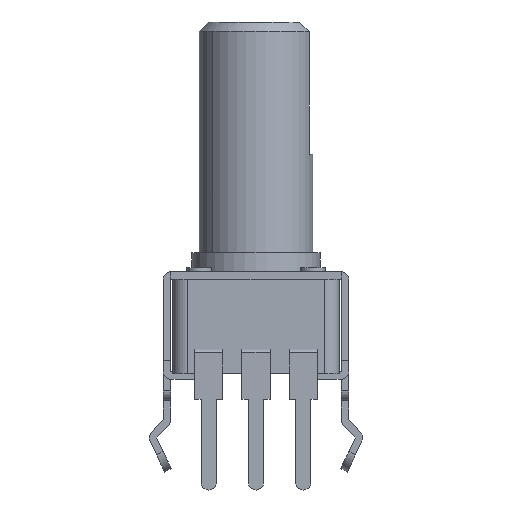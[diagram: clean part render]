
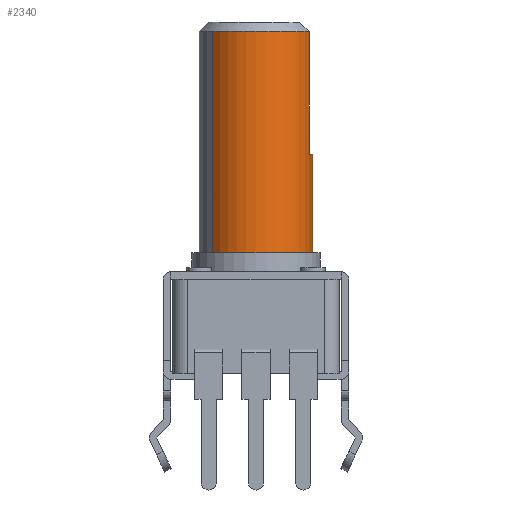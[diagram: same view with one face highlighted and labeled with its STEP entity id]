
A CAD part, front view. The second image highlights one B-rep face of the part: STEP entity #2340.
In plain terms, the highlighted cylindrical face has radius 3 mm (diameter 6 mm), a partial arc.
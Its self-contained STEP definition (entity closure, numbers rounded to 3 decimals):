
#303 = ORIENTED_EDGE ( 'NONE', *, *, #2758, .T. ) ;
#448 = ORIENTED_EDGE ( 'NONE', *, *, #2468, .T. ) ;
#587 = CARTESIAN_POINT ( 'NONE',  ( 0., 13.5, 3. ) ) ;
#824 = DIRECTION ( 'NONE',  ( 0., 0., -1. ) ) ;
#870 = VERTEX_POINT ( 'NONE', #6058 ) ;
#993 = CARTESIAN_POINT ( 'NONE',  ( 0., 13.5, 3. ) ) ;
#1110 = DIRECTION ( 'NONE',  ( 0., 0., -1. ) ) ;
#1177 = DIRECTION ( 'NONE',  ( 0., -1., 0. ) ) ;
#1212 = DIRECTION ( 'NONE',  ( 0., 1., 0. ) ) ;
#1313 = LINE ( 'NONE', #587, #7836 ) ;
#1315 = EDGE_CURVE ( 'NONE', #3173, #2056, #8859, .T. ) ;
#1696 = AXIS2_PLACEMENT_3D ( 'NONE', #6530, #1177, #4080 ) ;
#2056 = VERTEX_POINT ( 'NONE', #7261 ) ;
#2074 = DIRECTION ( 'NONE',  ( 0., -1., 0. ) ) ;
#2317 = ORIENTED_EDGE ( 'NONE', *, *, #5317, .T. ) ;
#2340 = ADVANCED_FACE ( 'NONE', ( #5472 ), #4135, .T. ) ;
#2444 = ORIENTED_EDGE ( 'NONE', *, *, #1315, .T. ) ;
#2468 = EDGE_CURVE ( 'NONE', #3137, #5259, #4145, .T. ) ;
#2683 = CARTESIAN_POINT ( 'NONE',  ( 2.598, 13.5, 1.5 ) ) ;
#2758 = EDGE_CURVE ( 'NONE', #2056, #3137, #9343, .T. ) ;
#2946 = ORIENTED_EDGE ( 'NONE', *, *, #4630, .F. ) ;
#2972 = DIRECTION ( 'NONE',  ( 0., 1., 0. ) ) ;
#3055 = ORIENTED_EDGE ( 'NONE', *, *, #9059, .T. ) ;
#3137 = VERTEX_POINT ( 'NONE', #4917 ) ;
#3173 = VERTEX_POINT ( 'NONE', #9183 ) ;
#3809 = DIRECTION ( 'NONE',  ( 0., 0., -1. ) ) ;
#4080 = DIRECTION ( 'NONE',  ( 0., 0., -1. ) ) ;
#4135 = CYLINDRICAL_SURFACE ( 'NONE', #1696, 3. ) ;
#4145 = CIRCLE ( 'NONE', #4592, 3. ) ;
#4250 = VERTEX_POINT ( 'NONE', #993 ) ;
#4374 = VECTOR ( 'NONE', #4697, 1000. ) ;
#4592 = AXIS2_PLACEMENT_3D ( 'NONE', #7285, #2972, #824 ) ;
#4630 = EDGE_CURVE ( 'NONE', #870, #5259, #7576, .T. ) ;
#4697 = DIRECTION ( 'NONE',  ( 0., -1., 0. ) ) ;
#4722 = AXIS2_PLACEMENT_3D ( 'NONE', #5513, #1212, #1110 ) ;
#4917 = CARTESIAN_POINT ( 'NONE',  ( 2.598, 0.5, 1.5 ) ) ;
#5259 = VERTEX_POINT ( 'NONE', #8574 ) ;
#5317 = EDGE_CURVE ( 'NONE', #870, #4250, #8195, .T. ) ;
#5472 = FACE_OUTER_BOUND ( 'NONE', #5537, .T. ) ;
#5513 = CARTESIAN_POINT ( 'NONE',  ( 0., 7., 0. ) ) ;
#5537 = EDGE_LOOP ( 'NONE', ( #2317, #3055, #2444, #303, #448, #2946 ) ) ;
#5709 = DIRECTION ( 'NONE',  ( 0., -1., 0. ) ) ;
#6058 = CARTESIAN_POINT ( 'NONE',  ( 0., 13.5, -3. ) ) ;
#6530 = CARTESIAN_POINT ( 'NONE',  ( 0., 13.5, 0. ) ) ;
#6771 = CARTESIAN_POINT ( 'NONE',  ( 0., 13.5, -3. ) ) ;
#7111 = VECTOR ( 'NONE', #5709, 1000. ) ;
#7261 = CARTESIAN_POINT ( 'NONE',  ( 2.598, 7., 1.5 ) ) ;
#7285 = CARTESIAN_POINT ( 'NONE',  ( 0., 0.5, 0. ) ) ;
#7316 = DIRECTION ( 'NONE',  ( 0., -1., 0. ) ) ;
#7576 = LINE ( 'NONE', #6771, #4374 ) ;
#7752 = AXIS2_PLACEMENT_3D ( 'NONE', #8937, #7316, #3809 ) ;
#7836 = VECTOR ( 'NONE', #2074, 1000. ) ;
#8195 = CIRCLE ( 'NONE', #7752, 3. ) ;
#8574 = CARTESIAN_POINT ( 'NONE',  ( 0., 0.5, -3. ) ) ;
#8859 = CIRCLE ( 'NONE', #4722, 3. ) ;
#8937 = CARTESIAN_POINT ( 'NONE',  ( 0., 13.5, 0. ) ) ;
#9059 = EDGE_CURVE ( 'NONE', #4250, #3173, #1313, .T. ) ;
#9183 = CARTESIAN_POINT ( 'NONE',  ( 0., 7., 3. ) ) ;
#9343 = LINE ( 'NONE', #2683, #7111 ) ;
